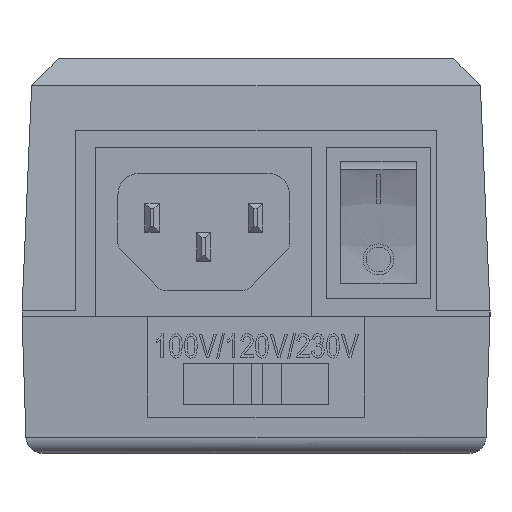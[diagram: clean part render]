
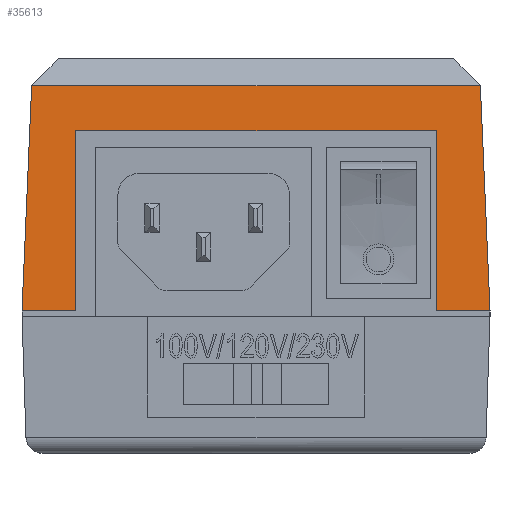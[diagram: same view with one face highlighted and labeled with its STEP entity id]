
A CAD part, left-side view. The second image highlights one B-rep face of the part: STEP entity #35613.
In plain terms, the highlighted planar face has unit normal (-0.999, 0, 0.043).
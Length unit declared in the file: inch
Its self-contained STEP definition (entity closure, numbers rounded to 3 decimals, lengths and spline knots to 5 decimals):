
#110 = VERTEX_POINT ( 'NONE', #39891 ) ;
#3032 = EDGE_CURVE ( 'NONE', #110, #56048, #53086, .T. ) ;
#3228 = CARTESIAN_POINT ( 'NONE',  ( -2.24409, -1., 0.02 ) ) ;
#4823 = ORIENTED_EDGE ( 'NONE', *, *, #3032, .T. ) ;
#4866 = CARTESIAN_POINT ( 'NONE',  ( -2.1801, 1.23522, 1.51326 ) ) ;
#5219 = VECTOR ( 'NONE', #33403, 39.37008 ) ;
#5670 = CARTESIAN_POINT ( 'NONE',  ( -2.19052, 1.23921, 1.27014 ) ) ;
#6338 = CARTESIAN_POINT ( 'NONE',  ( -2.24409, 1., 0.02 ) ) ;
#6703 = EDGE_CURVE ( 'NONE', #26394, #47410, #20731, .T. ) ;
#9774 = EDGE_CURVE ( 'NONE', #32351, #16649, #57874, .T. ) ;
#11963 = EDGE_CURVE ( 'NONE', #38121, #110, #17142, .T. ) ;
#12152 = VERTEX_POINT ( 'NONE', #3228 ) ;
#13223 = DIRECTION ( 'NONE',  ( 0.999, 0., -0.043 ) ) ;
#14381 = CARTESIAN_POINT ( 'NONE',  ( -2.20124, 1., 1.02 ) ) ;
#15196 = CARTESIAN_POINT ( 'NONE',  ( -2.1801, -1.23522, 1.51326 ) ) ;
#16649 = VERTEX_POINT ( 'NONE', #59816 ) ;
#16962 = LINE ( 'NONE', #45105, #29349 ) ;
#17142 = LINE ( 'NONE', #15196, #52743 ) ;
#19517 = ORIENTED_EDGE ( 'NONE', *, *, #26187, .F. ) ;
#20669 = LINE ( 'NONE', #4866, #45356 ) ;
#20731 = LINE ( 'NONE', #14381, #56328 ) ;
#23464 = EDGE_LOOP ( 'NONE', ( #19517, #24659, #27562, #4823, #40223, #39168, #53379, #51298 ) ) ;
#23611 = CARTESIAN_POINT ( 'NONE',  ( -2.24409, -1.29921, 0.02 ) ) ;
#23969 = DIRECTION ( 'NONE',  ( 0., 1., 0. ) ) ;
#24652 = CARTESIAN_POINT ( 'NONE',  ( -2.24409, -1.29921, 0.02 ) ) ;
#24659 = ORIENTED_EDGE ( 'NONE', *, *, #46711, .F. ) ;
#25553 = CARTESIAN_POINT ( 'NONE',  ( -2.19052, 1.24564, 1.27014 ) ) ;
#26187 = EDGE_CURVE ( 'NONE', #12152, #26394, #16962, .T. ) ;
#26394 = VERTEX_POINT ( 'NONE', #51134 ) ;
#27562 = ORIENTED_EDGE ( 'NONE', *, *, #11963, .T. ) ;
#28251 = DIRECTION ( 'NONE',  ( 0., 1., 0. ) ) ;
#28581 = CARTESIAN_POINT ( 'NONE',  ( -2.20124, 1., 1.02 ) ) ;
#29349 = VECTOR ( 'NONE', #54420, 39.37008 ) ;
#30007 = DIRECTION ( 'NONE',  ( -0.043, 0., -0.999 ) ) ;
#32351 = VERTEX_POINT ( 'NONE', #6338 ) ;
#33403 = DIRECTION ( 'NONE',  ( 0., 1., 0. ) ) ;
#33407 = EDGE_CURVE ( 'NONE', #47410, #32351, #40313, .T. ) ;
#34074 = DIRECTION ( 'NONE',  ( 0.043, 0.043, 0.998 ) ) ;
#35613 = ADVANCED_FACE ( 'NONE', ( #39515 ), #59286, .F. ) ;
#37257 = DIRECTION ( 'NONE',  ( -0.043, 0.043, -0.998 ) ) ;
#37376 = DIRECTION ( 'NONE',  ( 0., 1., 0. ) ) ;
#38121 = VERTEX_POINT ( 'NONE', #24652 ) ;
#39168 = ORIENTED_EDGE ( 'NONE', *, *, #9774, .F. ) ;
#39515 = FACE_OUTER_BOUND ( 'NONE', #23464, .T. ) ;
#39891 = CARTESIAN_POINT ( 'NONE',  ( -2.19052, -1.24564, 1.27014 ) ) ;
#40223 = ORIENTED_EDGE ( 'NONE', *, *, #54782, .T. ) ;
#40313 = LINE ( 'NONE', #53131, #52654 ) ;
#41058 = CARTESIAN_POINT ( 'NONE',  ( -2.18409, 0., 1.42 ) ) ;
#42350 = VECTOR ( 'NONE', #28251, 39.37008 ) ;
#44912 = AXIS2_PLACEMENT_3D ( 'NONE', #41058, #13223, #45704 ) ;
#45105 = CARTESIAN_POINT ( 'NONE',  ( -2.23995, -1., 0.11662 ) ) ;
#45356 = VECTOR ( 'NONE', #37257, 39.37008 ) ;
#45704 = DIRECTION ( 'NONE',  ( 0., -1., 0. ) ) ;
#46711 = EDGE_CURVE ( 'NONE', #38121, #12152, #54637, .T. ) ;
#46727 = CARTESIAN_POINT ( 'NONE',  ( -2.24409, -1.29921, 0.02 ) ) ;
#47410 = VERTEX_POINT ( 'NONE', #28581 ) ;
#51134 = CARTESIAN_POINT ( 'NONE',  ( -2.20124, -1., 1.02 ) ) ;
#51298 = ORIENTED_EDGE ( 'NONE', *, *, #6703, .F. ) ;
#52654 = VECTOR ( 'NONE', #30007, 39.37008 ) ;
#52743 = VECTOR ( 'NONE', #34074, 39.37008 ) ;
#53086 = LINE ( 'NONE', #5670, #5219 ) ;
#53131 = CARTESIAN_POINT ( 'NONE',  ( -2.23995, 1., 0.11662 ) ) ;
#53379 = ORIENTED_EDGE ( 'NONE', *, *, #33407, .F. ) ;
#54420 = DIRECTION ( 'NONE',  ( 0.043, 0., 0.999 ) ) ;
#54637 = LINE ( 'NONE', #23611, #42350 ) ;
#54782 = EDGE_CURVE ( 'NONE', #56048, #16649, #20669, .T. ) ;
#56048 = VERTEX_POINT ( 'NONE', #25553 ) ;
#56328 = VECTOR ( 'NONE', #23969, 39.37008 ) ;
#56421 = VECTOR ( 'NONE', #37376, 39.37008 ) ;
#57874 = LINE ( 'NONE', #46727, #56421 ) ;
#59286 = PLANE ( 'NONE',  #44912 ) ;
#59816 = CARTESIAN_POINT ( 'NONE',  ( -2.24409, 1.29921, 0.02 ) ) ;
